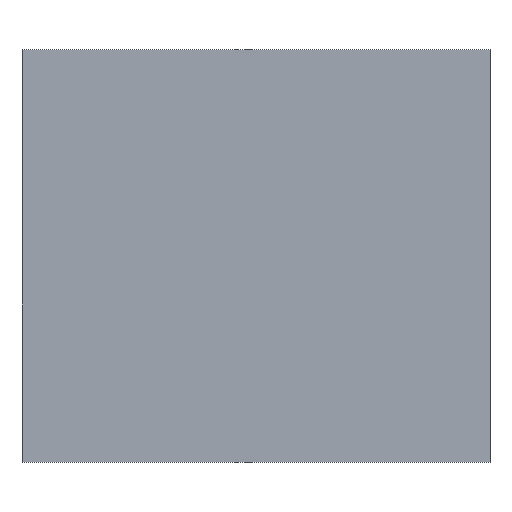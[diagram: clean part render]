
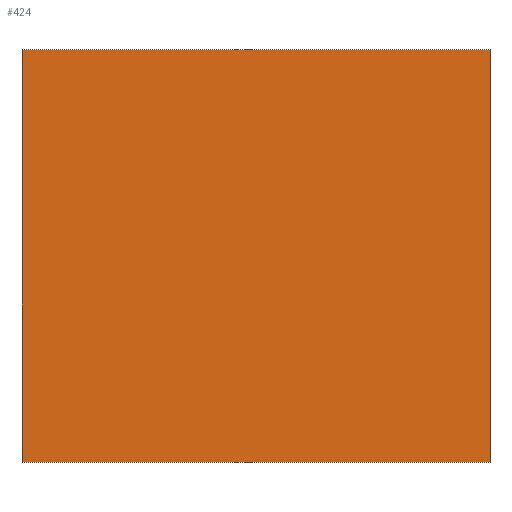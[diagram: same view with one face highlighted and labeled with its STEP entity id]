
A CAD part, top view. The second image highlights one B-rep face of the part: STEP entity #424.
In plain terms, the highlighted planar face has unit normal (0, 0, 1).
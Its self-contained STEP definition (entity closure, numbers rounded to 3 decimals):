
#406=AXIS2_PLACEMENT_3D('Plane Axis2P3D',#403,#404,#405) ;
#350=CARTESIAN_POINT('Vertex',(6.,0.,2.373)) ;
#357=CARTESIAN_POINT('Vertex',(6.,5.2,2.373)) ;
#360=CARTESIAN_POINT('Line Origine',(6.,2.6,2.373)) ;
#377=CARTESIAN_POINT('Line Origine',(0.1,2.6,2.373)) ;
#381=CARTESIAN_POINT('Vertex',(0.1,0.,2.373)) ;
#383=CARTESIAN_POINT('Vertex',(0.1,5.2,2.373)) ;
#403=CARTESIAN_POINT('Axis2P3D Location',(3.05,0.,2.373)) ;
#408=CARTESIAN_POINT('Line Origine',(3.05,5.2,2.373)) ;
#413=CARTESIAN_POINT('Line Origine',(3.05,0.,2.373)) ;
#361=DIRECTION('Vector Direction',(0.,1.,0.)) ;
#378=DIRECTION('Vector Direction',(0.,1.,0.)) ;
#404=DIRECTION('Axis2P3D Direction',(0.,0.,-1.)) ;
#405=DIRECTION('Axis2P3D XDirection',(0.,1.,0.)) ;
#409=DIRECTION('Vector Direction',(1.,0.,0.)) ;
#414=DIRECTION('Vector Direction',(1.,0.,0.)) ;
#362=VECTOR('Line Direction',#361,1.) ;
#379=VECTOR('Line Direction',#378,1.) ;
#410=VECTOR('Line Direction',#409,1.) ;
#415=VECTOR('Line Direction',#414,1.) ;
#419=ORIENTED_EDGE('',*,*,#364,.T.) ;
#420=ORIENTED_EDGE('',*,*,#412,.F.) ;
#421=ORIENTED_EDGE('',*,*,#385,.F.) ;
#422=ORIENTED_EDGE('',*,*,#417,.T.) ;
#424=ADVANCED_FACE('S3D GEDREHT',(#423),#407,.F.) ;
#364=EDGE_CURVE('',#351,#358,#363,.T.) ;
#385=EDGE_CURVE('',#382,#384,#380,.T.) ;
#412=EDGE_CURVE('',#384,#358,#411,.T.) ;
#417=EDGE_CURVE('',#382,#351,#416,.T.) ;
#418=EDGE_LOOP('',(#419,#420,#421,#422)) ;
#423=FACE_OUTER_BOUND('',#418,.T.) ;
#363=LINE('Line',#360,#362) ;
#380=LINE('Line',#377,#379) ;
#411=LINE('Line',#408,#410) ;
#416=LINE('Line',#413,#415) ;
#407=PLANE('',#406) ;
#351=VERTEX_POINT('',#350) ;
#358=VERTEX_POINT('',#357) ;
#382=VERTEX_POINT('',#381) ;
#384=VERTEX_POINT('',#383) ;
